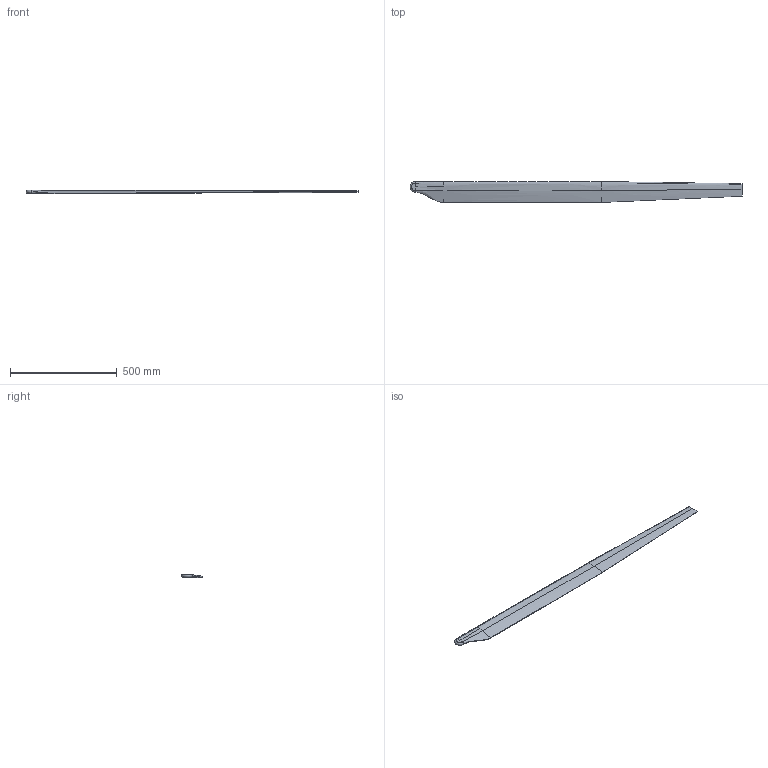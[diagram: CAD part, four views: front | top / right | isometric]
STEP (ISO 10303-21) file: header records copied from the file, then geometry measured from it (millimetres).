
FILE_DESCRIPTION(('CATIA V5 STEP'),'2;1');
FILE_NAME('ExampleBlade_1.stp','2017-01-13T14:09:32+00:00',('none'),('none'),'CATIA Version 5 Release 21 SP 3 (IN-10)','CATIA V5 STEP AP203','none');
FILE_SCHEMA(('CONFIG_CONTROL_DESIGN'));
Length unit declared in the file: millimetre
Products named in the file (1): Part9
Bounding box: 1558 x 98.01 x 17.86 mm (x, y, z)
Surface area: 277693.5 mm2 (no closed solid volume)
Topology: 0 solids, 1 shells, 29 faces, 67 edges, 39 vertices
Faces by surface type: bspline 26, plane 2, torus 1
Entity records: 3188 total; most frequent: CARTESIAN_POINT 2701, ORIENTED_EDGE 126, EDGE_CURVE 67, B_SPLINE_CURVE_WITH_KNOTS 60, VERTEX_POINT 39, ADVANCED_FACE 29, EDGE_LOOP 29, FACE_OUTER_BOUND 29
